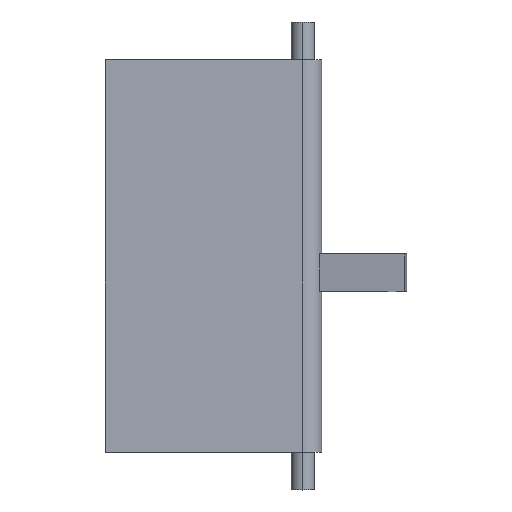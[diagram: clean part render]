
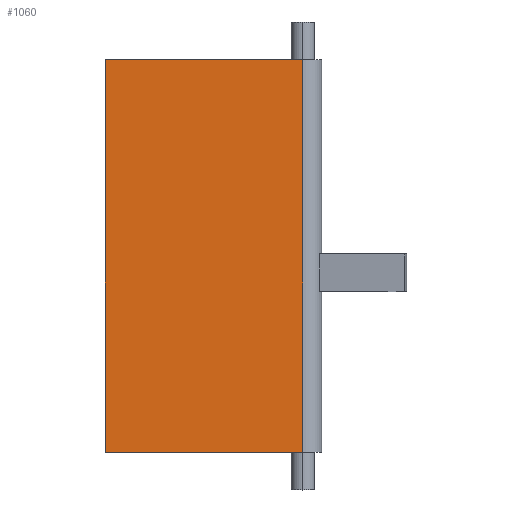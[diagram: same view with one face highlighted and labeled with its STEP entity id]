
A CAD part, top view. The second image highlights one B-rep face of the part: STEP entity #1060.
In plain terms, the highlighted planar face has unit normal (0, 0, 1).
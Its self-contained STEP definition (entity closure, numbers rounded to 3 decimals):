
#22 = VERTEX_POINT ( 'NONE', #992 ) ;
#25 = AXIS2_PLACEMENT_3D ( 'NONE', #190, #459, #202 ) ;
#49 = ORIENTED_EDGE ( 'NONE', *, *, #1098, .F. ) ;
#103 = PLANE ( 'NONE',  #25 ) ;
#167 = EDGE_CURVE ( 'NONE', #22, #999, #242, .T. ) ;
#190 = CARTESIAN_POINT ( 'NONE',  ( 0., 26., 2.5 ) ) ;
#202 = DIRECTION ( 'NONE',  ( -1., 0., 0. ) ) ;
#212 = FACE_OUTER_BOUND ( 'NONE', #827, .T. ) ;
#225 = LINE ( 'NONE', #965, #891 ) ;
#242 = LINE ( 'NONE', #421, #572 ) ;
#254 = LINE ( 'NONE', #634, #388 ) ;
#265 = CARTESIAN_POINT ( 'NONE',  ( -3.89, -26., 2.5 ) ) ;
#309 = CARTESIAN_POINT ( 'NONE',  ( 0., 26., 2.5 ) ) ;
#316 = VERTEX_POINT ( 'NONE', #1001 ) ;
#381 = VERTEX_POINT ( 'NONE', #265 ) ;
#388 = VECTOR ( 'NONE', #615, 1000. ) ;
#421 = CARTESIAN_POINT ( 'NONE',  ( 22.27, 26., 2.5 ) ) ;
#444 = EDGE_CURVE ( 'NONE', #316, #22, #564, .T. ) ;
#459 = DIRECTION ( 'NONE',  ( 0., 0., -1. ) ) ;
#466 = VECTOR ( 'NONE', #921, 1000. ) ;
#564 = LINE ( 'NONE', #309, #466 ) ;
#572 = VECTOR ( 'NONE', #588, 1000. ) ;
#588 = DIRECTION ( 'NONE',  ( 0., -1., 0. ) ) ;
#615 = DIRECTION ( 'NONE',  ( 1., 0., 0. ) ) ;
#634 = CARTESIAN_POINT ( 'NONE',  ( 0., -26., 2.5 ) ) ;
#637 = ORIENTED_EDGE ( 'NONE', *, *, #167, .F. ) ;
#744 = CARTESIAN_POINT ( 'NONE',  ( 22.27, -26., 2.5 ) ) ;
#773 = EDGE_CURVE ( 'NONE', #381, #999, #254, .T. ) ;
#827 = EDGE_LOOP ( 'NONE', ( #900, #637, #1107, #49 ) ) ;
#891 = VECTOR ( 'NONE', #958, 1000. ) ;
#900 = ORIENTED_EDGE ( 'NONE', *, *, #773, .T. ) ;
#921 = DIRECTION ( 'NONE',  ( 1., 0., 0. ) ) ;
#958 = DIRECTION ( 'NONE',  ( 0., 1., 0. ) ) ;
#965 = CARTESIAN_POINT ( 'NONE',  ( -3.89, 0., 2.5 ) ) ;
#992 = CARTESIAN_POINT ( 'NONE',  ( 22.27, 26., 2.5 ) ) ;
#999 = VERTEX_POINT ( 'NONE', #744 ) ;
#1001 = CARTESIAN_POINT ( 'NONE',  ( -3.89, 26., 2.5 ) ) ;
#1060 = ADVANCED_FACE ( 'NONE', ( #212 ), #103, .F. ) ;
#1098 = EDGE_CURVE ( 'NONE', #381, #316, #225, .T. ) ;
#1107 = ORIENTED_EDGE ( 'NONE', *, *, #444, .F. ) ;
